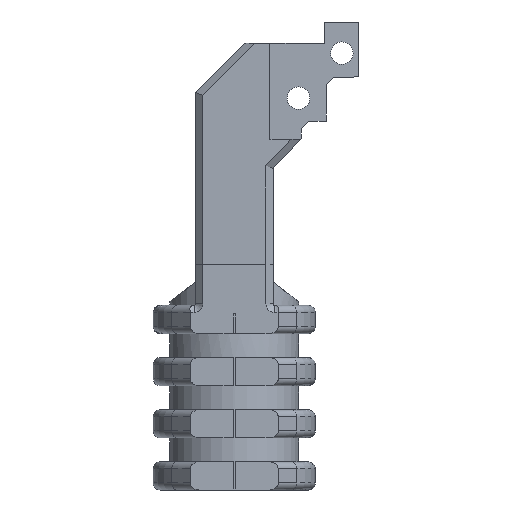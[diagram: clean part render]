
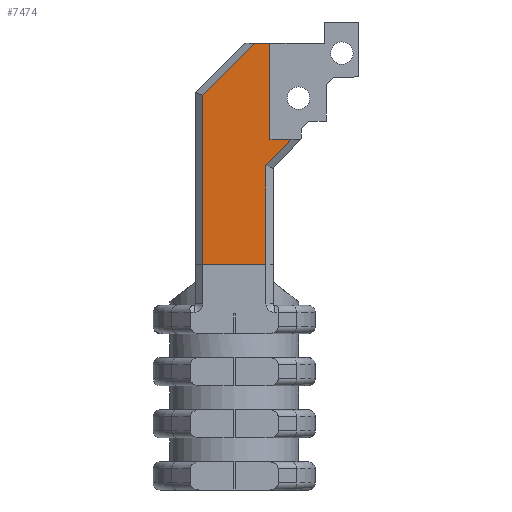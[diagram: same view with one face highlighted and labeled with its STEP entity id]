
A CAD part, front view. The second image highlights one B-rep face of the part: STEP entity #7474.
In plain terms, the highlighted planar face has unit normal (0, -1, 0).
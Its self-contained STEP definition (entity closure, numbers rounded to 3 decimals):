
#60 = VERTEX_POINT ( 'NONE', #8604 ) ;
#68 = VECTOR ( 'NONE', #2410, 1000. ) ;
#136 = DIRECTION ( 'NONE',  ( 0., 0., 1. ) ) ;
#234 = EDGE_CURVE ( 'NONE', #3158, #4580, #1436, .T. ) ;
#338 = LINE ( 'NONE', #6110, #9800 ) ;
#421 = CARTESIAN_POINT ( 'NONE',  ( 2.39, 7.413, 67.99 ) ) ;
#531 = ORIENTED_EDGE ( 'NONE', *, *, #859, .T. ) ;
#833 = VECTOR ( 'NONE', #3373, 1000. ) ;
#859 = EDGE_CURVE ( 'NONE', #5099, #7923, #6592, .T. ) ;
#1003 = VECTOR ( 'NONE', #5561, 1000. ) ;
#1054 = ORIENTED_EDGE ( 'NONE', *, *, #1327, .T. ) ;
#1327 = EDGE_CURVE ( 'NONE', #3158, #2212, #1737, .T. ) ;
#1436 = LINE ( 'NONE', #3970, #1003 ) ;
#1622 = DIRECTION ( 'NONE',  ( 0., -1., 0. ) ) ;
#1636 = CARTESIAN_POINT ( 'NONE',  ( 2.39, 7.413, 43.971 ) ) ;
#1737 = LINE ( 'NONE', #8449, #4994 ) ;
#2071 = VECTOR ( 'NONE', #3260, 1000. ) ;
#2121 = CARTESIAN_POINT ( 'NONE',  ( 9.804, 7.413, 75.404 ) ) ;
#2212 = VERTEX_POINT ( 'NONE', #8576 ) ;
#2410 = DIRECTION ( 'NONE',  ( -0.707, 0., -0.707 ) ) ;
#2499 = PLANE ( 'NONE',  #6715 ) ;
#2748 = CARTESIAN_POINT ( 'NONE',  ( 14.927, 7.413, 61.771 ) ) ;
#2837 = EDGE_CURVE ( 'NONE', #2212, #5099, #10136, .T. ) ;
#2950 = EDGE_CURVE ( 'NONE', #6331, #4580, #338, .T. ) ;
#3158 = VERTEX_POINT ( 'NONE', #7475 ) ;
#3260 = DIRECTION ( 'NONE',  ( -1., 0., 0. ) ) ;
#3373 = DIRECTION ( 'NONE',  ( 1., 0., 0. ) ) ;
#3970 = CARTESIAN_POINT ( 'NONE',  ( 12.147, 7.413, 61.771 ) ) ;
#4396 = ORIENTED_EDGE ( 'NONE', *, *, #6306, .T. ) ;
#4580 = VERTEX_POINT ( 'NONE', #2748 ) ;
#4994 = VECTOR ( 'NONE', #136, 1000. ) ;
#5099 = VERTEX_POINT ( 'NONE', #2121 ) ;
#5561 = DIRECTION ( 'NONE',  ( 1., 0., 0. ) ) ;
#5691 = FACE_OUTER_BOUND ( 'NONE', #6231, .T. ) ;
#5945 = CARTESIAN_POINT ( 'NONE',  ( 24.619, 7.413, 75.404 ) ) ;
#6065 = CARTESIAN_POINT ( 'NONE',  ( 1.39, 7.413, 43.971 ) ) ;
#6110 = CARTESIAN_POINT ( 'NONE',  ( 26.302, 7.413, 73.929 ) ) ;
#6231 = EDGE_LOOP ( 'NONE', ( #6285, #531, #6834, #6400, #4396, #10082, #6308, #1054 ) ) ;
#6285 = ORIENTED_EDGE ( 'NONE', *, *, #2837, .T. ) ;
#6306 = EDGE_CURVE ( 'NONE', #60, #6331, #7292, .T. ) ;
#6308 = ORIENTED_EDGE ( 'NONE', *, *, #234, .F. ) ;
#6331 = VERTEX_POINT ( 'NONE', #9056 ) ;
#6400 = ORIENTED_EDGE ( 'NONE', *, *, #9681, .T. ) ;
#6488 = LINE ( 'NONE', #9699, #9264 ) ;
#6592 = LINE ( 'NONE', #9960, #68 ) ;
#6715 = AXIS2_PLACEMENT_3D ( 'NONE', #8224, #1622, #9112 ) ;
#6834 = ORIENTED_EDGE ( 'NONE', *, *, #8812, .T. ) ;
#7292 = LINE ( 'NONE', #7903, #9689 ) ;
#7474 = ADVANCED_FACE ( 'NONE', ( #5691 ), #2499, .T. ) ;
#7475 = CARTESIAN_POINT ( 'NONE',  ( 11.947, 7.413, 61.771 ) ) ;
#7903 = CARTESIAN_POINT ( 'NONE',  ( 11.39, 7.413, 57.596 ) ) ;
#7923 = VERTEX_POINT ( 'NONE', #421 ) ;
#8142 = DIRECTION ( 'NONE',  ( 0., 0., -1. ) ) ;
#8224 = CARTESIAN_POINT ( 'NONE',  ( 24.619, 7.413, 75.504 ) ) ;
#8449 = CARTESIAN_POINT ( 'NONE',  ( 11.947, 7.413, 61.971 ) ) ;
#8576 = CARTESIAN_POINT ( 'NONE',  ( 11.947, 7.413, 75.404 ) ) ;
#8604 = CARTESIAN_POINT ( 'NONE',  ( 11.39, 7.413, 43.971 ) ) ;
#8812 = EDGE_CURVE ( 'NONE', #7923, #10487, #6488, .T. ) ;
#9056 = CARTESIAN_POINT ( 'NONE',  ( 11.39, 7.413, 57.991 ) ) ;
#9112 = DIRECTION ( 'NONE',  ( 0., 0., -1. ) ) ;
#9208 = LINE ( 'NONE', #6065, #833 ) ;
#9264 = VECTOR ( 'NONE', #8142, 1000. ) ;
#9672 = DIRECTION ( 'NONE',  ( 0., 0., 1. ) ) ;
#9681 = EDGE_CURVE ( 'NONE', #10487, #60, #9208, .T. ) ;
#9689 = VECTOR ( 'NONE', #9672, 1000. ) ;
#9699 = CARTESIAN_POINT ( 'NONE',  ( 2.39, 7.413, 75.504 ) ) ;
#9800 = VECTOR ( 'NONE', #10412, 1000. ) ;
#9960 = CARTESIAN_POINT ( 'NONE',  ( 2.097, 7.413, 67.697 ) ) ;
#10082 = ORIENTED_EDGE ( 'NONE', *, *, #2950, .T. ) ;
#10136 = LINE ( 'NONE', #5945, #2071 ) ;
#10412 = DIRECTION ( 'NONE',  ( 0.683, 0., 0.73 ) ) ;
#10487 = VERTEX_POINT ( 'NONE', #1636 ) ;
